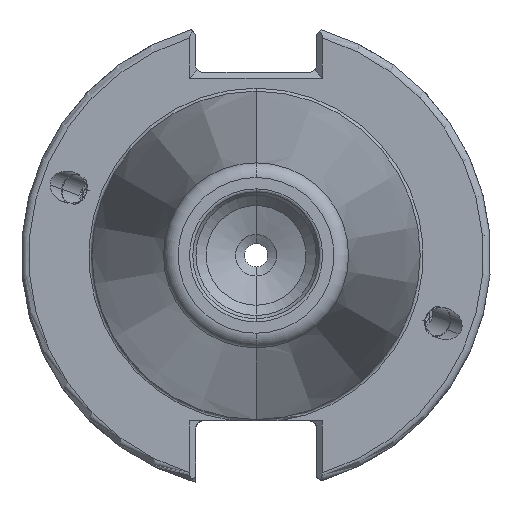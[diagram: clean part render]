
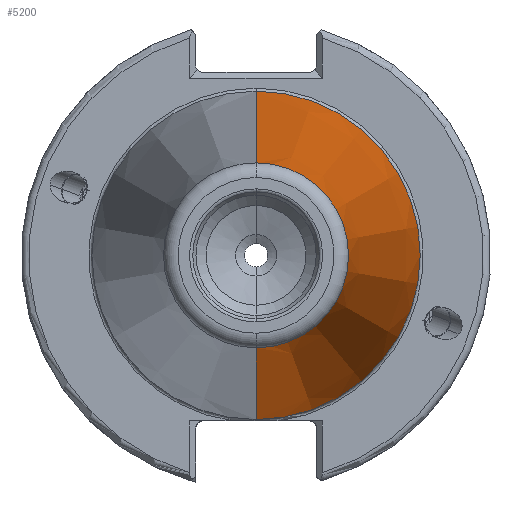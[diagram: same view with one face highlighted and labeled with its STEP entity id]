
A CAD part, left-side view. The second image highlights one B-rep face of the part: STEP entity #5200.
In plain terms, the highlighted conical face has half-angle 8.297 degrees and reference radius 22.225 mm.
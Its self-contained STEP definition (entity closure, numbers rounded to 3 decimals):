
#597 = ORIENTED_EDGE ( 'NONE', *, *, #2755, .F. ) ;
#918 = AXIS2_PLACEMENT_3D ( 'NONE', #2077, #5357, #1497 ) ;
#919 = VERTEX_POINT ( 'NONE', #5902 ) ;
#1046 = VERTEX_POINT ( 'NONE', #4946 ) ;
#1497 = DIRECTION ( 'NONE',  ( 0., 0., 1. ) ) ;
#1517 = ORIENTED_EDGE ( 'NONE', *, *, #4288, .F. ) ;
#1684 = ORIENTED_EDGE ( 'NONE', *, *, #2979, .T. ) ;
#2015 = CARTESIAN_POINT ( 'NONE',  ( -160., 0., 0. ) ) ;
#2041 = ORIENTED_EDGE ( 'NONE', *, *, #4665, .T. ) ;
#2077 = CARTESIAN_POINT ( 'NONE',  ( -226.539, 0., 0. ) ) ;
#2289 = CONICAL_SURFACE ( 'NONE', #3874, 22.225, 0.145 ) ;
#2309 = AXIS2_PLACEMENT_3D ( 'NONE', #2015, #5836, #6404 ) ;
#2344 = FACE_OUTER_BOUND ( 'NONE', #3162, .T. ) ;
#2422 = VERTEX_POINT ( 'NONE', #6297 ) ;
#2679 = VERTEX_POINT ( 'NONE', #4754 ) ;
#2755 = EDGE_CURVE ( 'NONE', #2422, #919, #4203, .T. ) ;
#2830 = CIRCLE ( 'NONE', #2309, 22.225 ) ;
#2979 = EDGE_CURVE ( 'NONE', #1046, #2679, #3978, .T. ) ;
#3080 = CIRCLE ( 'NONE', #918, 12.522 ) ;
#3162 = EDGE_LOOP ( 'NONE', ( #597, #1517, #1684, #2041 ) ) ;
#3221 = DIRECTION ( 'NONE',  ( 0.99, 0., -0.144 ) ) ;
#3266 = CARTESIAN_POINT ( 'NONE',  ( -160., 0., -22.225 ) ) ;
#3874 = AXIS2_PLACEMENT_3D ( 'NONE', #5428, #5099, #5268 ) ;
#3972 = VECTOR ( 'NONE', #3221, 1000. ) ;
#3978 = LINE ( 'NONE', #3266, #3972 ) ;
#4158 = VECTOR ( 'NONE', #4330, 1000. ) ;
#4203 = LINE ( 'NONE', #4272, #4158 ) ;
#4272 = CARTESIAN_POINT ( 'NONE',  ( -160., 0., 22.225 ) ) ;
#4288 = EDGE_CURVE ( 'NONE', #1046, #2422, #3080, .T. ) ;
#4330 = DIRECTION ( 'NONE',  ( 0.99, 0., 0.144 ) ) ;
#4665 = EDGE_CURVE ( 'NONE', #2679, #919, #2830, .T. ) ;
#4754 = CARTESIAN_POINT ( 'NONE',  ( -160., 0., -22.225 ) ) ;
#4946 = CARTESIAN_POINT ( 'NONE',  ( -226.539, 0., -12.522 ) ) ;
#5099 = DIRECTION ( 'NONE',  ( 1., 0., 0. ) ) ;
#5200 = ADVANCED_FACE ( 'NONE', ( #2344 ), #2289, .T. ) ;
#5268 = DIRECTION ( 'NONE',  ( 0., 0., -1. ) ) ;
#5357 = DIRECTION ( 'NONE',  ( -1., 0., 0. ) ) ;
#5428 = CARTESIAN_POINT ( 'NONE',  ( -160., 0., 0. ) ) ;
#5836 = DIRECTION ( 'NONE',  ( -1., 0., 0. ) ) ;
#5902 = CARTESIAN_POINT ( 'NONE',  ( -160., 0., 22.225 ) ) ;
#6297 = CARTESIAN_POINT ( 'NONE',  ( -226.539, 0., 12.522 ) ) ;
#6404 = DIRECTION ( 'NONE',  ( 0., 0., 1. ) ) ;
